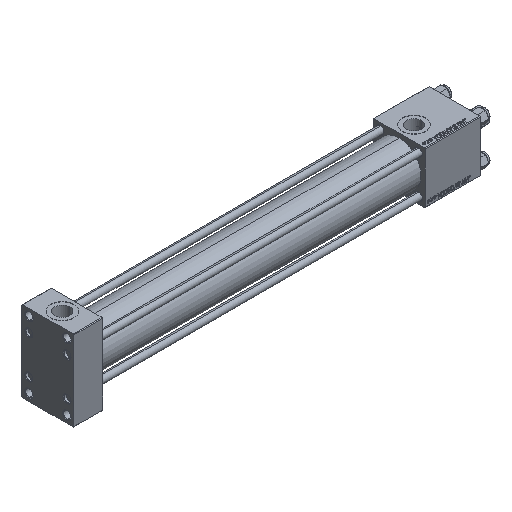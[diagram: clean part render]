
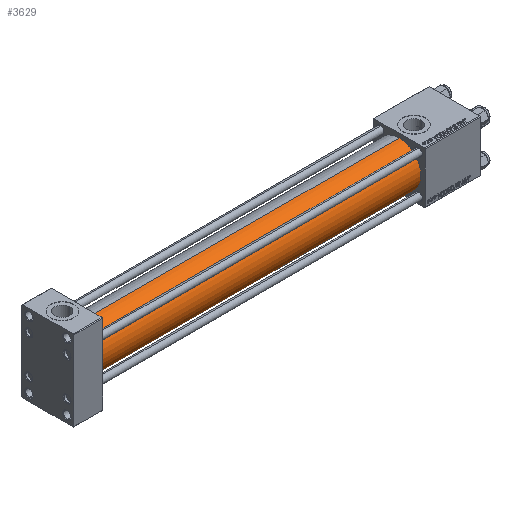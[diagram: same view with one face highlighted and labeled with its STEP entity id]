
A CAD part, isometric view. The second image highlights one B-rep face of the part: STEP entity #3629.
In plain terms, the highlighted cylindrical face has radius 19 mm (diameter 38 mm), a partial arc.
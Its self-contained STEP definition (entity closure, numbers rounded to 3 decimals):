
#2104 = CIRCLE ( 'NONE', #34870, 19. ) ;
#2200 = CARTESIAN_POINT ( 'NONE',  ( 305., 0., 0. ) ) ;
#3044 = DIRECTION ( 'NONE',  ( 0., 0., 1. ) ) ;
#3629 = ADVANCED_FACE ( 'NONE', ( #18857 ), #31453, .T. ) ;
#8144 = DIRECTION ( 'NONE',  ( -1., 0., 0. ) ) ;
#8587 = VERTEX_POINT ( 'NONE', #18927 ) ;
#9427 = VERTEX_POINT ( 'NONE', #17416 ) ;
#10125 = CIRCLE ( 'NONE', #22808, 19. ) ;
#12057 = CARTESIAN_POINT ( 'NONE',  ( 305., 0., -19. ) ) ;
#13267 = EDGE_CURVE ( 'NONE', #37200, #9427, #2104, .T. ) ;
#15833 = CARTESIAN_POINT ( 'NONE',  ( 25., 0., 0. ) ) ;
#17416 = CARTESIAN_POINT ( 'NONE',  ( 25., 0., -19. ) ) ;
#18476 = LINE ( 'NONE', #20254, #29689 ) ;
#18857 = FACE_OUTER_BOUND ( 'NONE', #44169, .T. ) ;
#18927 = CARTESIAN_POINT ( 'NONE',  ( 305., 0., 19. ) ) ;
#19544 = AXIS2_PLACEMENT_3D ( 'NONE', #47203, #34888, #3044 ) ;
#20254 = CARTESIAN_POINT ( 'NONE',  ( 305., 0., -19. ) ) ;
#22808 = AXIS2_PLACEMENT_3D ( 'NONE', #2200, #30622, #42165 ) ;
#23732 = DIRECTION ( 'NONE',  ( 0., 0., 1. ) ) ;
#24780 = VERTEX_POINT ( 'NONE', #12057 ) ;
#25140 = VECTOR ( 'NONE', #30736, 1000. ) ;
#27356 = EDGE_CURVE ( 'NONE', #8587, #37200, #50934, .T. ) ;
#28444 = DIRECTION ( 'NONE',  ( 1., 0., 0. ) ) ;
#29689 = VECTOR ( 'NONE', #8144, 1000. ) ;
#30622 = DIRECTION ( 'NONE',  ( 1., 0., 0. ) ) ;
#30736 = DIRECTION ( 'NONE',  ( -1., 0., 0. ) ) ;
#31453 = CYLINDRICAL_SURFACE ( 'NONE', #19544, 19. ) ;
#34870 = AXIS2_PLACEMENT_3D ( 'NONE', #15833, #28444, #23732 ) ;
#34888 = DIRECTION ( 'NONE',  ( -1., 0., 0. ) ) ;
#35750 = EDGE_CURVE ( 'NONE', #8587, #24780, #10125, .T. ) ;
#37200 = VERTEX_POINT ( 'NONE', #47993 ) ;
#37999 = ORIENTED_EDGE ( 'NONE', *, *, #27356, .T. ) ;
#39627 = CARTESIAN_POINT ( 'NONE',  ( 305., 0., 19. ) ) ;
#40124 = ORIENTED_EDGE ( 'NONE', *, *, #13267, .T. ) ;
#42165 = DIRECTION ( 'NONE',  ( 0., 0., -1. ) ) ;
#42199 = ORIENTED_EDGE ( 'NONE', *, *, #44526, .F. ) ;
#44169 = EDGE_LOOP ( 'NONE', ( #42199, #50782, #37999, #40124 ) ) ;
#44526 = EDGE_CURVE ( 'NONE', #24780, #9427, #18476, .T. ) ;
#47203 = CARTESIAN_POINT ( 'NONE',  ( 305., 0., 0. ) ) ;
#47993 = CARTESIAN_POINT ( 'NONE',  ( 25., 0., 19. ) ) ;
#50782 = ORIENTED_EDGE ( 'NONE', *, *, #35750, .F. ) ;
#50934 = LINE ( 'NONE', #39627, #25140 ) ;
